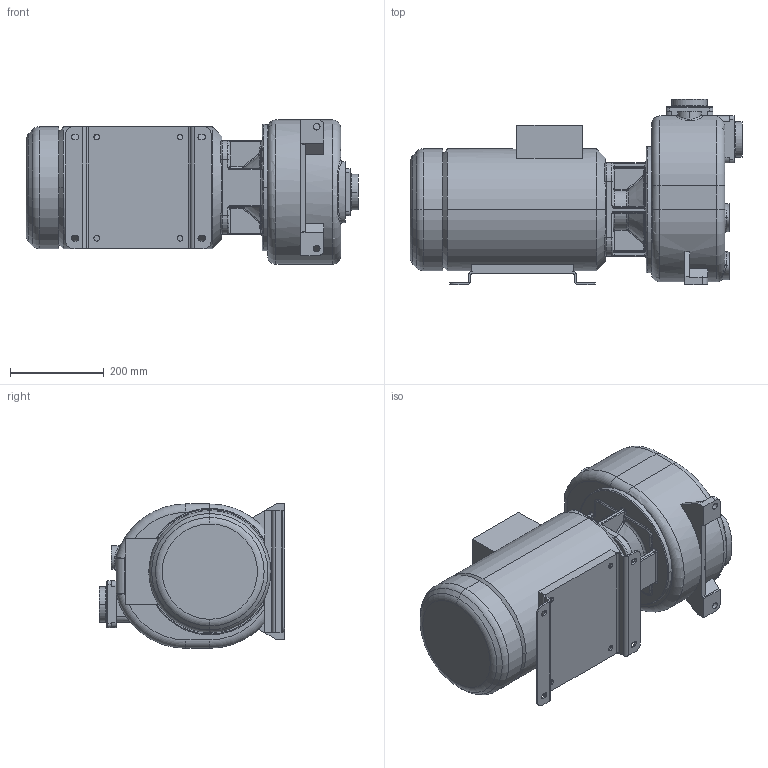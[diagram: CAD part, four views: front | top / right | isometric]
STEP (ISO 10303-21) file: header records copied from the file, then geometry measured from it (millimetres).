
FILE_DESCRIPTION((''),'2;1');
FILE_NAME('S_68_T','2012-02-29T',('Amenduni'),(''),'PRO/ENGINEER BY PARAMETRIC TECHNOLOGY CORPORATION, 2011370','PRO/ENGINEER BY PARAMETRIC TECHNOLOGY CORPORATION, 2011370','');
FILE_SCHEMA(('CONFIG_CONTROL_DESIGN'));
Length unit declared in the file: millimetre
Products named in the file (1): S_68_T
Bounding box: 708.5 x 396 x 308.5 mm (x, y, z)
Volume: 40796555.9 mm3; surface area: 1089029.9 mm2
Topology: 1 solids, 1 shells, 537 faces, 1290 edges, 763 vertices
Faces by surface type: cylinder 170, plane 149, bspline 120, torus 68, cone 14, sphere 12, extrusion 4
Entity records: 26723 total; most frequent: CARTESIAN_POINT 14812, ORIENTED_EDGE 2564, DIRECTION 2424, EDGE_CURVE 1282, AXIS2_PLACEMENT_3D 970, VERTEX_POINT 763, EDGE_LOOP 569, CIRCLE 553
